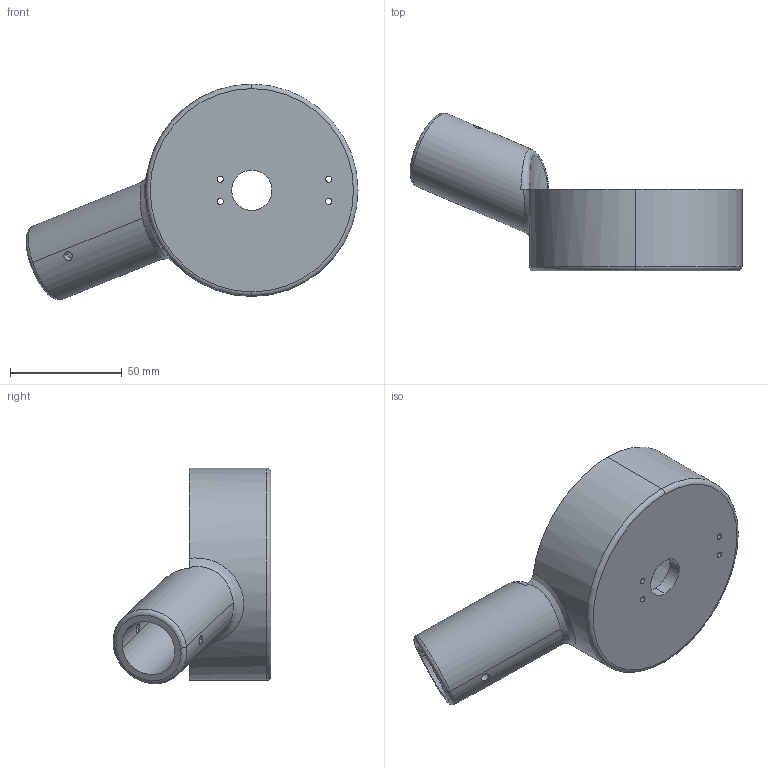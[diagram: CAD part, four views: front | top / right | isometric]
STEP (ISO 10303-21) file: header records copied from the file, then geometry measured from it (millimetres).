
FILE_DESCRIPTION (( 'STEP AP203' ), '1' );
FILE_NAME ('M_1_R.STEP', '2025-12-04T09:10:42', ( '' ), ( '' ), 'SwSTEP 2.0', 'SolidWorks 2022', '' );
FILE_SCHEMA (( 'CONFIG_CONTROL_DESIGN' ));
Length unit declared in the file: millimetre
Products named in the file (1): M_1_R
Bounding box: 148.57 x 70.65 x 96.51 mm (x, y, z)
Volume: 123890.8 mm3; surface area: 47382.3 mm2
Topology: 1 solids, 1 shells, 64 faces, 159 edges, 104 vertices
Faces by surface type: cylinder 44, plane 12, torus 6, bspline 2
Entity records: 2883 total; most frequent: CARTESIAN_POINT 1215, DIRECTION 354, ORIENTED_EDGE 318, EDGE_CURVE 159, AXIS2_PLACEMENT_3D 155, VERTEX_POINT 104, CIRCLE 92, EDGE_LOOP 85
